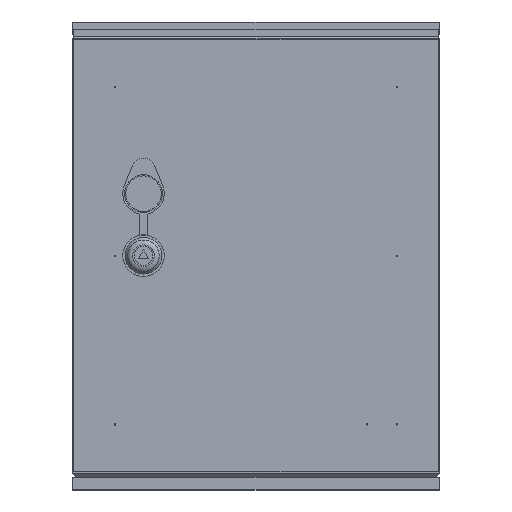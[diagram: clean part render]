
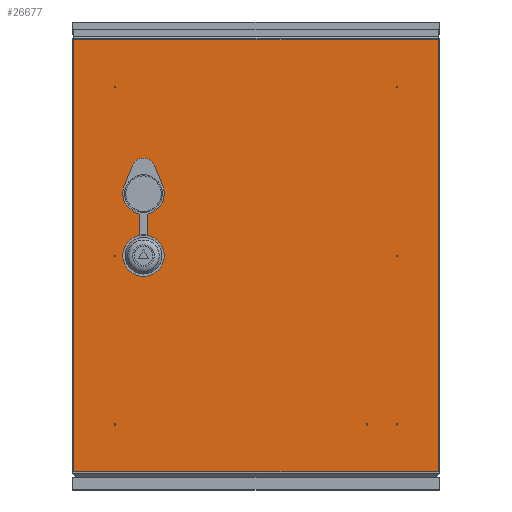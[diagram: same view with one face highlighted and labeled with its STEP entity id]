
A CAD part, top view. The second image highlights one B-rep face of the part: STEP entity #26677.
In plain terms, the highlighted planar face has unit normal (0, 0, 1).
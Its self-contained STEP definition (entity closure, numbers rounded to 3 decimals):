
#185 = CARTESIAN_POINT ( 'NONE',  ( 153.966, -182.5, 112.9 ) ) ;
#446 = VERTEX_POINT ( 'NONE', #27680 ) ;
#1153 = EDGE_CURVE ( 'NONE', #44866, #44866, #3684, .T. ) ;
#1177 = VERTEX_POINT ( 'NONE', #45125 ) ;
#2584 = ORIENTED_EDGE ( 'NONE', *, *, #4725, .F. ) ;
#3684 = CIRCLE ( 'NONE', #26090, 0.5 ) ;
#4326 = VECTOR ( 'NONE', #26138, 1000. ) ;
#4557 = LINE ( 'NONE', #20116, #4326 ) ;
#4661 = ORIENTED_EDGE ( 'NONE', *, *, #11363, .F. ) ;
#4725 = EDGE_CURVE ( 'NONE', #44414, #17990, #13732, .T. ) ;
#4728 = VERTEX_POINT ( 'NONE', #25036 ) ;
#5399 = CARTESIAN_POINT ( 'NONE',  ( -0.034, 0., 112.9 ) ) ;
#6635 = FACE_BOUND ( 'NONE', #31089, .T. ) ;
#6655 = DIRECTION ( 'NONE',  ( -1., 0., 0. ) ) ;
#6667 = DIRECTION ( 'NONE',  ( 0., 0., 1. ) ) ;
#6773 = CARTESIAN_POINT ( 'NONE',  ( 93.966, -142.5, 112.9 ) ) ;
#6778 = FACE_BOUND ( 'NONE', #30012, .T. ) ;
#6826 = FACE_BOUND ( 'NONE', #34457, .T. ) ;
#6873 = FACE_BOUND ( 'NONE', #37072, .T. ) ;
#7145 = FACE_BOUND ( 'NONE', #39599, .T. ) ;
#7367 = FACE_OUTER_BOUND ( 'NONE', #28501, .T. ) ;
#7714 = DIRECTION ( 'NONE',  ( 0., 0., 1. ) ) ;
#7718 = ORIENTED_EDGE ( 'NONE', *, *, #1153, .F. ) ;
#7776 = FACE_BOUND ( 'NONE', #40627, .T. ) ;
#7865 = FACE_BOUND ( 'NONE', #20729, .T. ) ;
#8440 = VERTEX_POINT ( 'NONE', #11265 ) ;
#8498 = ORIENTED_EDGE ( 'NONE', *, *, #20039, .F. ) ;
#8693 = AXIS2_PLACEMENT_3D ( 'NONE', #35120, #14108, #38666 ) ;
#8912 = CIRCLE ( 'NONE', #24765, 0.5 ) ;
#9544 = CIRCLE ( 'NONE', #14223, 0.5 ) ;
#9703 = CARTESIAN_POINT ( 'NONE',  ( 118.466, -142.5, 112.9 ) ) ;
#9878 = FACE_BOUND ( 'NONE', #42270, .T. ) ;
#10098 = DIRECTION ( 'NONE',  ( 0., 0., 1. ) ) ;
#11265 = CARTESIAN_POINT ( 'NONE',  ( -154.034, -182.5, 112.9 ) ) ;
#11363 = EDGE_CURVE ( 'NONE', #43577, #8440, #41241, .T. ) ;
#11903 = ORIENTED_EDGE ( 'NONE', *, *, #29132, .F. ) ;
#12344 = LINE ( 'NONE', #22485, #12429 ) ;
#12429 = VECTOR ( 'NONE', #22209, 1000. ) ;
#12696 = AXIS2_PLACEMENT_3D ( 'NONE', #14164, #38728, #17688 ) ;
#12955 = AXIS2_PLACEMENT_3D ( 'NONE', #5399, #16014, #40570 ) ;
#13069 = EDGE_CURVE ( 'NONE', #8440, #44414, #12344, .T. ) ;
#13689 = CARTESIAN_POINT ( 'NONE',  ( 93.466, -142.5, 112.9 ) ) ;
#13732 = LINE ( 'NONE', #26419, #14305 ) ;
#14108 = DIRECTION ( 'NONE',  ( 0., 0., 1. ) ) ;
#14164 = CARTESIAN_POINT ( 'NONE',  ( -119.034, 0., 112.9 ) ) ;
#14223 = AXIS2_PLACEMENT_3D ( 'NONE', #6773, #6667, #6655 ) ;
#14305 = VECTOR ( 'NONE', #26382, 1000. ) ;
#16014 = DIRECTION ( 'NONE',  ( 0., 0., -1. ) ) ;
#16152 = CIRCLE ( 'NONE', #8693, 17.5 ) ;
#16363 = ORIENTED_EDGE ( 'NONE', *, *, #44841, .F. ) ;
#16595 = CIRCLE ( 'NONE', #20588, 0.5 ) ;
#16843 = AXIS2_PLACEMENT_3D ( 'NONE', #30209, #30201, #30151 ) ;
#17688 = DIRECTION ( 'NONE',  ( -1., 0., 0. ) ) ;
#17990 = VERTEX_POINT ( 'NONE', #44366 ) ;
#18343 = ORIENTED_EDGE ( 'NONE', *, *, #20910, .F. ) ;
#18619 = DIRECTION ( 'NONE',  ( -1., 0., 0. ) ) ;
#18665 = DIRECTION ( 'NONE',  ( 0., 0., 1. ) ) ;
#18701 = CARTESIAN_POINT ( 'NONE',  ( 118.966, 142.5, 112.9 ) ) ;
#18859 = DIRECTION ( 'NONE',  ( -1., 0., 0. ) ) ;
#19038 = CARTESIAN_POINT ( 'NONE',  ( -0.034, -182.5, 112.9 ) ) ;
#19728 = EDGE_CURVE ( 'NONE', #1177, #1177, #20557, .T. ) ;
#20039 = EDGE_CURVE ( 'NONE', #446, #446, #16595, .T. ) ;
#20116 = CARTESIAN_POINT ( 'NONE',  ( 153.966, 0., 112.9 ) ) ;
#20557 = CIRCLE ( 'NONE', #16843, 0.5 ) ;
#20572 = EDGE_CURVE ( 'NONE', #37232, #37232, #9544, .T. ) ;
#20588 = AXIS2_PLACEMENT_3D ( 'NONE', #18701, #18665, #18619 ) ;
#20729 = EDGE_LOOP ( 'NONE', ( #16363 ) ) ;
#20910 = EDGE_CURVE ( 'NONE', #17990, #43577, #4557, .T. ) ;
#21171 = ORIENTED_EDGE ( 'NONE', *, *, #13069, .F. ) ;
#22209 = DIRECTION ( 'NONE',  ( 0., 1., 0. ) ) ;
#22485 = CARTESIAN_POINT ( 'NONE',  ( -154.034, 0., 112.9 ) ) ;
#22858 = PLANE ( 'NONE',  #12955 ) ;
#22878 = CARTESIAN_POINT ( 'NONE',  ( -119.534, -142.5, 112.9 ) ) ;
#23650 = CARTESIAN_POINT ( 'NONE',  ( -154.034, 182.5, 112.9 ) ) ;
#24765 = AXIS2_PLACEMENT_3D ( 'NONE', #31120, #10098, #34660 ) ;
#24926 = VERTEX_POINT ( 'NONE', #22878 ) ;
#25036 = CARTESIAN_POINT ( 'NONE',  ( -119.534, 0., 112.9 ) ) ;
#25818 = CARTESIAN_POINT ( 'NONE',  ( -95.034, 17.5, 112.9 ) ) ;
#26090 = AXIS2_PLACEMENT_3D ( 'NONE', #38531, #38469, #38385 ) ;
#26138 = DIRECTION ( 'NONE',  ( 0., -1., 0. ) ) ;
#26382 = DIRECTION ( 'NONE',  ( 1., 0., 0. ) ) ;
#26419 = CARTESIAN_POINT ( 'NONE',  ( -0.034, 182.5, 112.9 ) ) ;
#26677 = ADVANCED_FACE ( 'NONE', ( #7865, #7367, #7776, #9878, #7145, #6873, #6826, #6778, #6635 ), #22858, .F. ) ;
#27611 = EDGE_CURVE ( 'NONE', #4728, #4728, #36982, .T. ) ;
#27680 = CARTESIAN_POINT ( 'NONE',  ( 118.466, 142.5, 112.9 ) ) ;
#27726 = EDGE_CURVE ( 'NONE', #24926, #24926, #44504, .T. ) ;
#28501 = EDGE_LOOP ( 'NONE', ( #4661, #18343, #2584, #21171 ) ) ;
#28754 = CARTESIAN_POINT ( 'NONE',  ( -119.034, -142.5, 112.9 ) ) ;
#29132 = EDGE_CURVE ( 'NONE', #37906, #37906, #8912, .T. ) ;
#30012 = EDGE_LOOP ( 'NONE', ( #8498 ) ) ;
#30151 = DIRECTION ( 'NONE',  ( -1., 0., 0. ) ) ;
#30201 = DIRECTION ( 'NONE',  ( 0., 0., 1. ) ) ;
#30209 = CARTESIAN_POINT ( 'NONE',  ( 118.966, 0., 112.9 ) ) ;
#31089 = EDGE_LOOP ( 'NONE', ( #38929 ) ) ;
#31120 = CARTESIAN_POINT ( 'NONE',  ( 118.966, -142.5, 112.9 ) ) ;
#32141 = ORIENTED_EDGE ( 'NONE', *, *, #27726, .F. ) ;
#32293 = DIRECTION ( 'NONE',  ( -1., 0., 0. ) ) ;
#33167 = ORIENTED_EDGE ( 'NONE', *, *, #27611, .F. ) ;
#34457 = EDGE_LOOP ( 'NONE', ( #34484 ) ) ;
#34484 = ORIENTED_EDGE ( 'NONE', *, *, #19728, .F. ) ;
#34660 = DIRECTION ( 'NONE',  ( -1., 0., 0. ) ) ;
#35120 = CARTESIAN_POINT ( 'NONE',  ( -95.034, 0., 112.9 ) ) ;
#35854 = VERTEX_POINT ( 'NONE', #25818 ) ;
#36982 = CIRCLE ( 'NONE', #12696, 0.5 ) ;
#37072 = EDGE_LOOP ( 'NONE', ( #11903 ) ) ;
#37232 = VERTEX_POINT ( 'NONE', #13689 ) ;
#37906 = VERTEX_POINT ( 'NONE', #9703 ) ;
#38385 = DIRECTION ( 'NONE',  ( -1., 0., 0. ) ) ;
#38469 = DIRECTION ( 'NONE',  ( 0., 0., 1. ) ) ;
#38531 = CARTESIAN_POINT ( 'NONE',  ( -119.034, 142.5, 112.9 ) ) ;
#38563 = AXIS2_PLACEMENT_3D ( 'NONE', #28754, #7714, #32293 ) ;
#38666 = DIRECTION ( 'NONE',  ( 0., 1., 0. ) ) ;
#38728 = DIRECTION ( 'NONE',  ( 0., 0., 1. ) ) ;
#38929 = ORIENTED_EDGE ( 'NONE', *, *, #20572, .F. ) ;
#39079 = CARTESIAN_POINT ( 'NONE',  ( -119.534, 142.5, 112.9 ) ) ;
#39599 = EDGE_LOOP ( 'NONE', ( #32141 ) ) ;
#40570 = DIRECTION ( 'NONE',  ( -1., 0., 0. ) ) ;
#40627 = EDGE_LOOP ( 'NONE', ( #7718 ) ) ;
#41064 = VECTOR ( 'NONE', #18859, 1000. ) ;
#41241 = LINE ( 'NONE', #19038, #41064 ) ;
#42270 = EDGE_LOOP ( 'NONE', ( #33167 ) ) ;
#43577 = VERTEX_POINT ( 'NONE', #185 ) ;
#44366 = CARTESIAN_POINT ( 'NONE',  ( 153.966, 182.5, 112.9 ) ) ;
#44414 = VERTEX_POINT ( 'NONE', #23650 ) ;
#44504 = CIRCLE ( 'NONE', #38563, 0.5 ) ;
#44841 = EDGE_CURVE ( 'NONE', #35854, #35854, #16152, .T. ) ;
#44866 = VERTEX_POINT ( 'NONE', #39079 ) ;
#45125 = CARTESIAN_POINT ( 'NONE',  ( 118.466, 0., 112.9 ) ) ;
